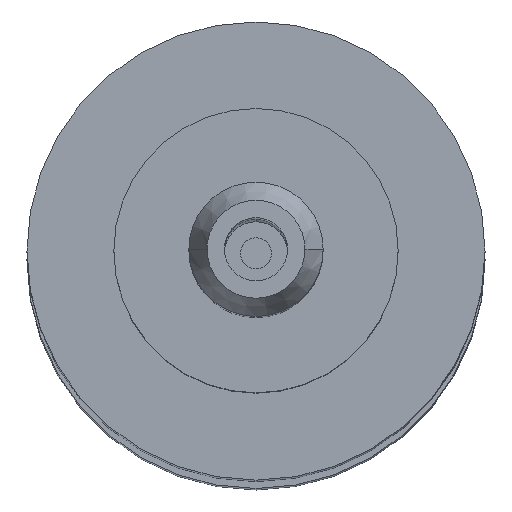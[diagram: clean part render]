
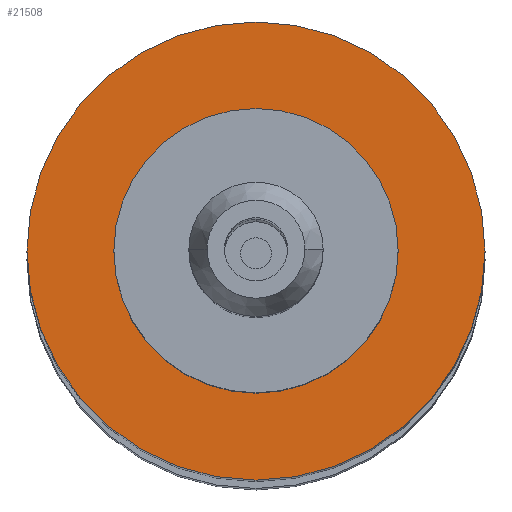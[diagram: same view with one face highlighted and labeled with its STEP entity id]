
A CAD part, top view. The second image highlights one B-rep face of the part: STEP entity #21508.
In plain terms, the highlighted face is planar.
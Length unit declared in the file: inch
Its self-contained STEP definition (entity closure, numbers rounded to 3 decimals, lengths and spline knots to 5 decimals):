
#21167=CARTESIAN_POINT('',(0.,0.,0.1));
#21168=DIRECTION('',(0.,0.,1.));
#21169=DIRECTION('',(0.,1.,0.));
#21170=AXIS2_PLACEMENT_3D('',#21167,#21168,#21169);
#21176=CARTESIAN_POINT('',(0.,0.,0.1));
#21177=DIRECTION('',(0.,0.,-1.));
#21178=DIRECTION('',(0.,1.,0.));
#21179=AXIS2_PLACEMENT_3D('',#21176,#21177,#21178);
#21185=CARTESIAN_POINT('',(0.,0.,0.1));
#21186=DIRECTION('',(0.,0.,1.));
#21187=DIRECTION('',(0.,1.,0.));
#21188=AXIS2_PLACEMENT_3D('',#21185,#21186,#21187);
#21190=CARTESIAN_POINT('',(0.,0.,0.1));
#21191=DIRECTION('',(0.,0.,-1.));
#21192=DIRECTION('',(0.,1.,0.));
#21193=AXIS2_PLACEMENT_3D('',#21190,#21191,#21192);
#21410=CARTESIAN_POINT('',(0.,0.09,0.1));
#21412=VERTEX_POINT('',#21410);
#21413=CARTESIAN_POINT('',(0.,0.145,0.1));
#21415=VERTEX_POINT('',#21413);
#21440=CARTESIAN_POINT('',(0.,-0.09,0.1));
#21442=VERTEX_POINT('',#21440);
#21443=CARTESIAN_POINT('',(0.,-0.145,0.1));
#21445=VERTEX_POINT('',#21443);
#21493=CARTESIAN_POINT('',(0.,0.,0.1));
#21494=DIRECTION('',(0.,0.,1.));
#21495=DIRECTION('',(0.,1.,0.));
#21496=AXIS2_PLACEMENT_3D('',#21493,#21494,#21495);
#21497=PLANE('',#21496);
#21498=ORIENTED_EDGE('',*,*,#21486,.F.);
#21499=ORIENTED_EDGE('',*,*,#21475,.T.);
#21500=EDGE_LOOP('',(#21498,#21499));
#21501=FACE_OUTER_BOUND('',#21500,.F.);
#21503=ORIENTED_EDGE('',*,*,#21502,.F.);
#21505=ORIENTED_EDGE('',*,*,#21504,.T.);
#21506=EDGE_LOOP('',(#21503,#21505));
#21507=FACE_BOUND('',#21506,.F.);
#21508=ADVANCED_FACE('',(#21501,#21507),#21497,.F.);
#21171=CIRCLE('',#21170,0.145);
#21180=CIRCLE('',#21179,0.145);
#21189=CIRCLE('',#21188,0.09);
#21194=CIRCLE('',#21193,0.09);
#21475=EDGE_CURVE('',#21415,#21445,#21171,.T.);
#21486=EDGE_CURVE('',#21415,#21445,#21180,.T.);
#21502=EDGE_CURVE('',#21412,#21442,#21189,.T.);
#21504=EDGE_CURVE('',#21412,#21442,#21194,.T.);
